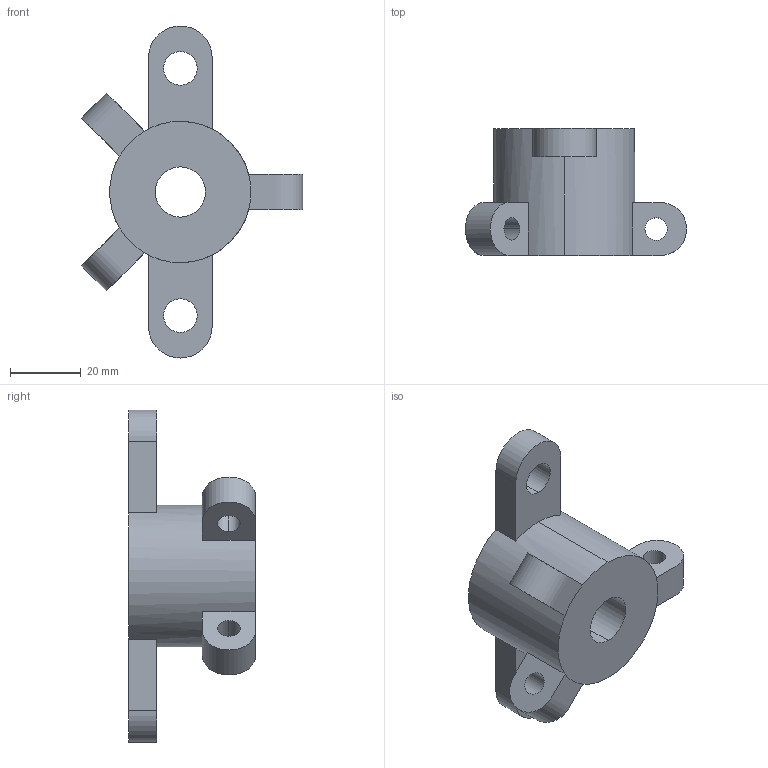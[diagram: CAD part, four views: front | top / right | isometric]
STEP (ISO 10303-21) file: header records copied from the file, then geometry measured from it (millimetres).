
FILE_DESCRIPTION (( 'STEP AP203' ), '1' );
FILE_NAME ('Hub_Default_sldprt.STEP', '2023-03-17T02:51:03', ( '' ), ( '' ), 'SwSTEP 2.0', 'SolidWorks 2020', '' );
FILE_SCHEMA (( 'CONFIG_CONTROL_DESIGN' ));
Length unit declared in the file: millimetre
Products named in the file (1): Hub_Default_sldprt
Bounding box: 62.62 x 35.94 x 94 mm (x, y, z)
Volume: 50727.1 mm3; surface area: 13491.7 mm2
Topology: 1 solids, 1 shells, 33 faces, 99 edges, 68 vertices
Faces by surface type: cylinder 16, plane 14, bspline 3
Entity records: 1385 total; most frequent: CARTESIAN_POINT 351, DIRECTION 206, ORIENTED_EDGE 198, EDGE_CURVE 99, AXIS2_PLACEMENT_3D 79, VERTEX_POINT 68, CIRCLE 48, VECTOR 48
